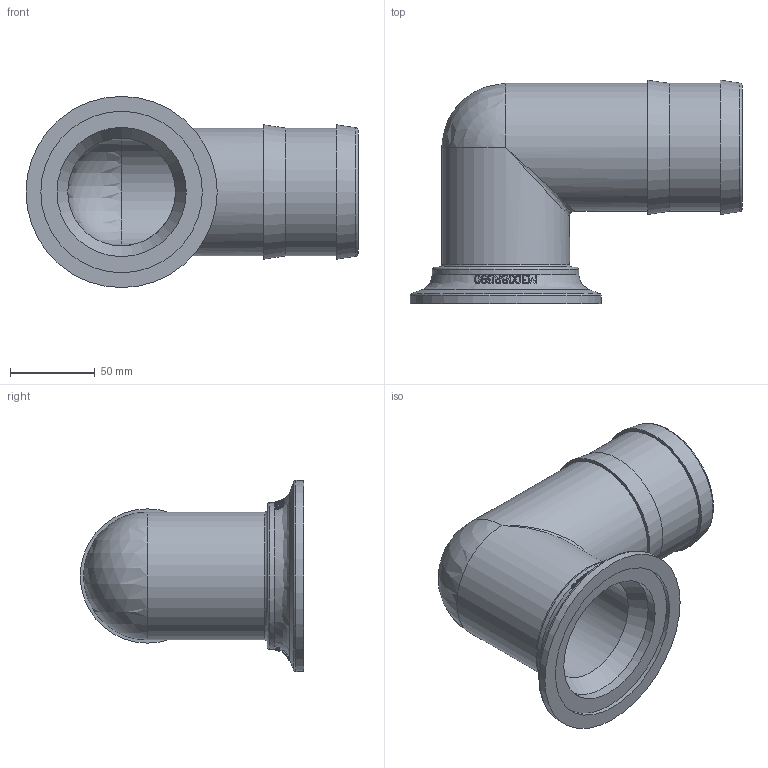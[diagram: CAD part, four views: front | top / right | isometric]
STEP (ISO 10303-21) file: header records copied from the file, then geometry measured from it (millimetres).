
FILE_DESCRIPTION(/* description */ ('3" MNFLD X 90° HOSE BARB'),/* implementation_level */ '2;1');
FILE_NAME(/* name */ 'M300BRB90.stp',/* time_stamp */ '2014-03-13T08:54:59-04:00',/* author */ ('mclevenger'),/* organization */ (''),/* preprocessor_version */ 'ST-DEVELOPER v15.2',/* originating_system */ 'Autodesk Inventor 2014',/* authorisation */ '');
FILE_SCHEMA (('AUTOMOTIVE_DESIGN { 1 0 10303 214 3 1 1 }'));
Length unit declared in the file: inch
Products named in the file (1): M300BRB90
Bounding box: 195.83 x 131.83 x 112.78 mm (x, y, z)
Volume: 341407.2 mm3; surface area: 113064 mm2
Topology: 1 solids, 1 shells, 407 faces, 1084 edges, 715 vertices
Faces by surface type: bspline 214, plane 173, cylinder 9, torus 5, cone 4, sphere 2
Full cylindrical faces by diameter (mm): 63.5 x2, 75.438 x3, 76.2 x1, 86.36 x1, 95.25 x1, 112.776 x1
Entity records: 17205 total; most frequent: CARTESIAN_POINT 9134, ORIENTED_EDGE 2108, EDGE_CURVE 1054, DIRECTION 780, VERTEX_POINT 709, B_SPLINE_CURVE_WITH_KNOTS 691, EDGE_LOOP 469, ADVANCED_FACE 407
